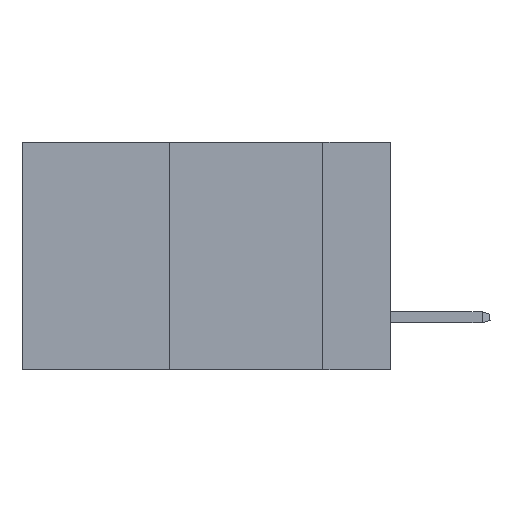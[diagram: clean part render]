
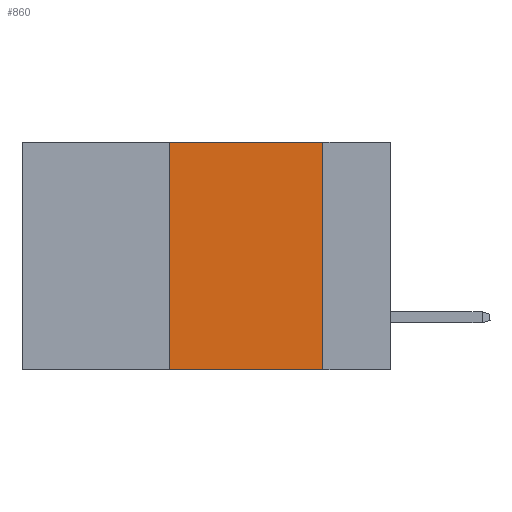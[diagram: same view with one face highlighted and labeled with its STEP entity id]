
A CAD part, left-side view. The second image highlights one B-rep face of the part: STEP entity #860.
In plain terms, the highlighted planar face has unit normal (-1, 0, 0).
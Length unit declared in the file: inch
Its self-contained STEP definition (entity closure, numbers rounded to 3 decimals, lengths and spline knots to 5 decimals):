
#303 = EDGE_CURVE ( 'NONE', #6132, #4692, #1354, .T. ) ;
#635 = PLANE ( 'NONE',  #7932 ) ;
#733 = CARTESIAN_POINT ( 'NONE',  ( 0., 0.6, -0.37 ) ) ;
#860 = ADVANCED_FACE ( 'NONE', ( #3068 ), #635, .F. ) ;
#909 = EDGE_CURVE ( 'NONE', #6132, #8970, #6674, .T. ) ;
#1354 = LINE ( 'NONE', #5293, #2394 ) ;
#1528 = DIRECTION ( 'NONE',  ( 0., 0., -1. ) ) ;
#2154 = VECTOR ( 'NONE', #5144, 39.37008 ) ;
#2374 = DIRECTION ( 'NONE',  ( 0., 0., 1. ) ) ;
#2394 = VECTOR ( 'NONE', #2374, 39.37008 ) ;
#2544 = CARTESIAN_POINT ( 'NONE',  ( 0., 0.11, 0. ) ) ;
#2592 = ORIENTED_EDGE ( 'NONE', *, *, #909, .T. ) ;
#2759 = ORIENTED_EDGE ( 'NONE', *, *, #7684, .F. ) ;
#3068 = FACE_OUTER_BOUND ( 'NONE', #4107, .T. ) ;
#3730 = DIRECTION ( 'NONE',  ( 1., 0., 0. ) ) ;
#4107 = EDGE_LOOP ( 'NONE', ( #7486, #2759, #7420, #2592 ) ) ;
#4453 = DIRECTION ( 'NONE',  ( 0., 0., -1. ) ) ;
#4692 = VERTEX_POINT ( 'NONE', #5083 ) ;
#5083 = CARTESIAN_POINT ( 'NONE',  ( 0., 0.36, 0. ) ) ;
#5144 = DIRECTION ( 'NONE',  ( 0., -1., 0. ) ) ;
#5293 = CARTESIAN_POINT ( 'NONE',  ( 0., 0.36, 0. ) ) ;
#5342 = CARTESIAN_POINT ( 'NONE',  ( 0., 0.6, 0. ) ) ;
#5826 = VERTEX_POINT ( 'NONE', #2544 ) ;
#5863 = CARTESIAN_POINT ( 'NONE',  ( 0., 0.6, 0. ) ) ;
#5909 = VECTOR ( 'NONE', #4453, 39.37008 ) ;
#6132 = VERTEX_POINT ( 'NONE', #7469 ) ;
#6218 = EDGE_CURVE ( 'NONE', #5826, #8970, #9460, .T. ) ;
#6563 = LINE ( 'NONE', #5342, #6683 ) ;
#6674 = LINE ( 'NONE', #733, #2154 ) ;
#6683 = VECTOR ( 'NONE', #7454, 39.37008 ) ;
#7191 = CARTESIAN_POINT ( 'NONE',  ( 0., 0.11, -0.37 ) ) ;
#7420 = ORIENTED_EDGE ( 'NONE', *, *, #303, .F. ) ;
#7454 = DIRECTION ( 'NONE',  ( 0., -1., 0. ) ) ;
#7469 = CARTESIAN_POINT ( 'NONE',  ( 0., 0.36, -0.37 ) ) ;
#7486 = ORIENTED_EDGE ( 'NONE', *, *, #6218, .F. ) ;
#7684 = EDGE_CURVE ( 'NONE', #4692, #5826, #6563, .T. ) ;
#7932 = AXIS2_PLACEMENT_3D ( 'NONE', #5863, #3730, #1528 ) ;
#8961 = CARTESIAN_POINT ( 'NONE',  ( 0., 0.11, 0. ) ) ;
#8970 = VERTEX_POINT ( 'NONE', #7191 ) ;
#9460 = LINE ( 'NONE', #8961, #5909 ) ;
